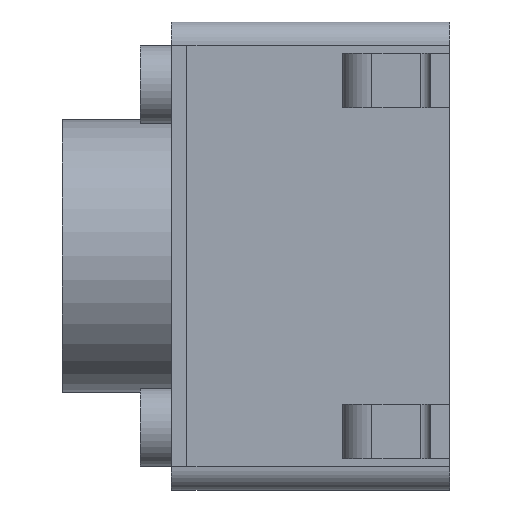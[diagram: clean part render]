
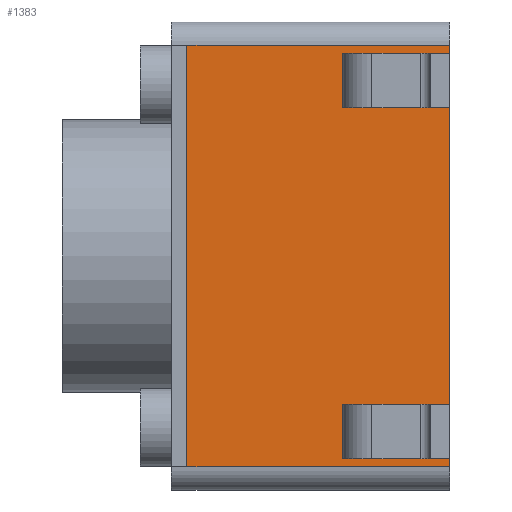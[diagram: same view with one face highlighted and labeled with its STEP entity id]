
A CAD part, left-side view. The second image highlights one B-rep face of the part: STEP entity #1383.
In plain terms, the highlighted planar face has unit normal (-1, 0, 0).
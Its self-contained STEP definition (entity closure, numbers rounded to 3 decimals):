
#14=PLANE('',#1491);
#65=LINE('',#2022,#205);
#69=LINE('',#2034,#209);
#70=LINE('',#2036,#210);
#71=LINE('',#2037,#211);
#72=LINE('',#2040,#212);
#73=LINE('',#2042,#213);
#74=LINE('',#2044,#214);
#75=LINE('',#2045,#215);
#76=LINE('',#2048,#216);
#77=LINE('',#2050,#217);
#78=LINE('',#2052,#218);
#79=LINE('',#2053,#219);
#205=VECTOR('',#1633,1.);
#209=VECTOR('',#1643,1.);
#210=VECTOR('',#1644,1.);
#211=VECTOR('',#1645,1.);
#212=VECTOR('',#1646,1.);
#213=VECTOR('',#1647,1.);
#214=VECTOR('',#1648,1.);
#215=VECTOR('',#1649,1.);
#216=VECTOR('',#1650,1.);
#217=VECTOR('',#1651,1.);
#218=VECTOR('',#1652,1.);
#219=VECTOR('',#1653,1.);
#350=FACE_BOUND('',#447,.T.);
#351=FACE_BOUND('',#448,.T.);
#365=FACE_OUTER_BOUND('',#446,.T.);
#446=EDGE_LOOP('',(#911,#912,#913,#914));
#447=EDGE_LOOP('',(#915,#916,#917,#918));
#448=EDGE_LOOP('',(#919,#920,#921,#922));
#585=VERTEX_POINT('',#2020);
#586=VERTEX_POINT('',#2021);
#591=VERTEX_POINT('',#2033);
#592=VERTEX_POINT('',#2035);
#593=VERTEX_POINT('',#2038);
#594=VERTEX_POINT('',#2039);
#595=VERTEX_POINT('',#2041);
#596=VERTEX_POINT('',#2043);
#597=VERTEX_POINT('',#2046);
#598=VERTEX_POINT('',#2047);
#599=VERTEX_POINT('',#2049);
#600=VERTEX_POINT('',#2051);
#715=EDGE_CURVE('',#585,#586,#65,.T.);
#721=EDGE_CURVE('',#585,#591,#69,.T.);
#722=EDGE_CURVE('',#586,#592,#70,.T.);
#723=EDGE_CURVE('',#592,#591,#71,.T.);
#724=EDGE_CURVE('',#593,#594,#72,.T.);
#725=EDGE_CURVE('',#595,#593,#73,.T.);
#726=EDGE_CURVE('',#595,#596,#74,.T.);
#727=EDGE_CURVE('',#596,#594,#75,.T.);
#728=EDGE_CURVE('',#597,#598,#76,.T.);
#729=EDGE_CURVE('',#597,#599,#77,.T.);
#730=EDGE_CURVE('',#599,#600,#78,.T.);
#731=EDGE_CURVE('',#598,#600,#79,.T.);
#911=ORIENTED_EDGE('',*,*,#721,.F.);
#912=ORIENTED_EDGE('',*,*,#715,.T.);
#913=ORIENTED_EDGE('',*,*,#722,.T.);
#914=ORIENTED_EDGE('',*,*,#723,.T.);
#915=ORIENTED_EDGE('',*,*,#724,.F.);
#916=ORIENTED_EDGE('',*,*,#725,.F.);
#917=ORIENTED_EDGE('',*,*,#726,.T.);
#918=ORIENTED_EDGE('',*,*,#727,.T.);
#919=ORIENTED_EDGE('',*,*,#728,.F.);
#920=ORIENTED_EDGE('',*,*,#729,.T.);
#921=ORIENTED_EDGE('',*,*,#730,.T.);
#922=ORIENTED_EDGE('',*,*,#731,.F.);
#1383=ADVANCED_FACE('',(#365,#350,#351),#14,.F.);
#1491=AXIS2_PLACEMENT_3D('',#2032,#1641,#1642);
#1633=DIRECTION('',(0.,-1.,0.));
#1641=DIRECTION('center_axis',(1.,0.,0.));
#1642=DIRECTION('ref_axis',(0.,0.,-1.));
#1643=DIRECTION('',(0.,0.,1.));
#1644=DIRECTION('',(0.,0.,1.));
#1645=DIRECTION('',(0.,1.,0.));
#1646=DIRECTION('',(0.,0.,-1.));
#1647=DIRECTION('',(0.,1.,0.));
#1648=DIRECTION('',(0.,0.,-1.));
#1649=DIRECTION('',(0.,1.,0.));
#1650=DIRECTION('',(0.,0.,1.));
#1651=DIRECTION('',(0.,1.,0.));
#1652=DIRECTION('',(0.,0.,1.));
#1653=DIRECTION('',(0.,1.,0.));
#2020=CARTESIAN_POINT('',(-3.,3.47,-2.7));
#2021=CARTESIAN_POINT('',(-3.,0.1,-2.7));
#2022=CARTESIAN_POINT('',(-3.,3.67,-2.7));
#2032=CARTESIAN_POINT('Origin',(-3.,3.67,3.));
#2033=CARTESIAN_POINT('',(-3.,3.47,2.7));
#2034=CARTESIAN_POINT('',(-3.,3.47,3.));
#2035=CARTESIAN_POINT('',(-3.,0.1,2.7));
#2036=CARTESIAN_POINT('',(-3.,0.1,3.));
#2037=CARTESIAN_POINT('',(-3.,3.67,2.7));
#2038=CARTESIAN_POINT('',(-3.,1.475,-1.9));
#2039=CARTESIAN_POINT('',(-3.,1.475,-2.6));
#2040=CARTESIAN_POINT('',(-3.,1.475,-1.9));
#2041=CARTESIAN_POINT('',(-3.,1.225,-1.9));
#2042=CARTESIAN_POINT('',(-3.,1.225,-1.9));
#2043=CARTESIAN_POINT('',(-3.,1.225,-2.6));
#2044=CARTESIAN_POINT('',(-3.,1.225,-1.9));
#2045=CARTESIAN_POINT('',(-3.,1.225,-2.6));
#2046=CARTESIAN_POINT('',(-3.,1.225,1.9));
#2047=CARTESIAN_POINT('',(-3.,1.225,2.6));
#2048=CARTESIAN_POINT('',(-3.,1.225,1.9));
#2049=CARTESIAN_POINT('',(-3.,1.475,1.9));
#2050=CARTESIAN_POINT('',(-3.,1.225,1.9));
#2051=CARTESIAN_POINT('',(-3.,1.475,2.6));
#2052=CARTESIAN_POINT('',(-3.,1.475,1.9));
#2053=CARTESIAN_POINT('',(-3.,1.225,2.6));
